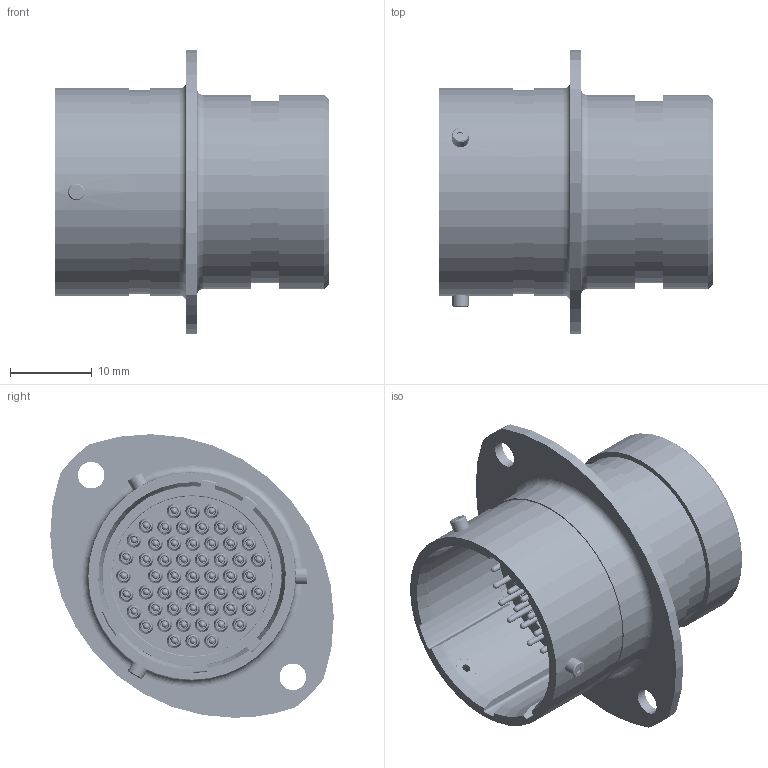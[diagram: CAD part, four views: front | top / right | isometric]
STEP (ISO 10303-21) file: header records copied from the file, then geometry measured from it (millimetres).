
FILE_DESCRIPTION (( 'STEP AP214' ), '1' );
FILE_NAME ('AS016-35PB.STEP', '2017-08-02T15:50:25', ( '' ), ( '' ), 'SwSTEP 2.0', 'SolidWorks 2015', '' );
FILE_SCHEMA (( 'AUTOMOTIVE_DESIGN' ));
Length unit declared in the file: inch
Products named in the file (1): AS016-35PB
Bounding box: 33.31 x 34.6 x 34.6 mm (x, y, z)
Volume: 8518.1 mm3; surface area: 13610.9 mm2
Topology: 6 solids, 10 shells, 4893 faces, 9976 edges, 5710 vertices
Faces by surface type: torus 1894, cylinder 1528, cone 850, plane 605, sphere 16
Entity records: 192375 total; most frequent: DIRECTION 26809, CARTESIAN_POINT 22917, ORIENTED_EDGE 19920, AXIS2_PLACEMENT_3D 12229, EDGE_CURVE 9960, CIRCLE 7337, VERTEX_POINT 5704, EDGE_LOOP 5628
